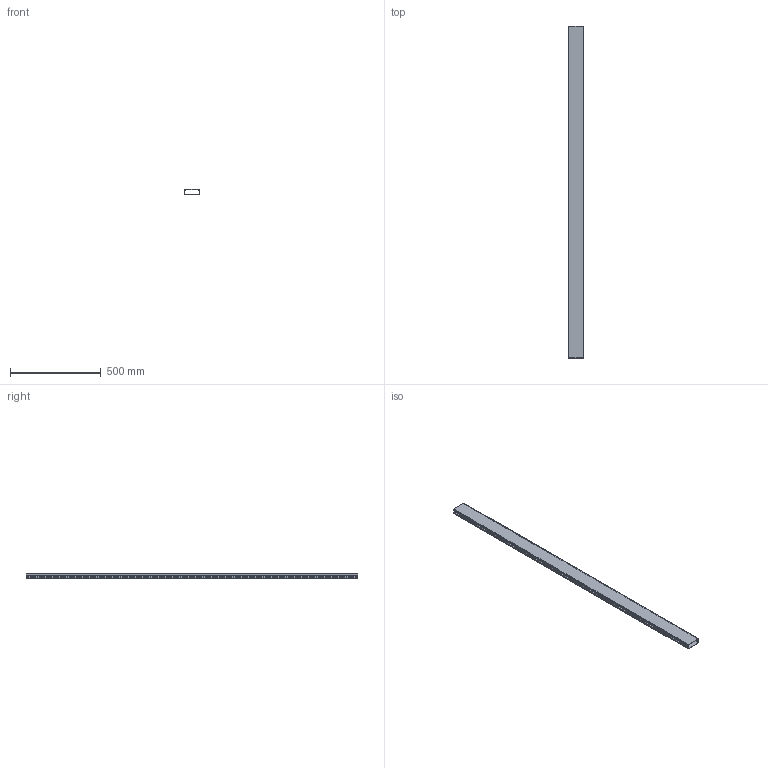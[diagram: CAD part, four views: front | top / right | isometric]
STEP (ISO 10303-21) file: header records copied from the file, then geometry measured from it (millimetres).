
FILE_DESCRIPTION(/* description */ (''),/* implementation_level */ '2;1');
FILE_NAME(/* name */ 'D11010QE_00.stp',/* time_stamp */ '2015-06-30T09:54:53-05:00',/* author */ (''),/* organization */ (''),/* preprocessor_version */ 'ST-DEVELOPER v15',/* originating_system */ 'SIEMENS PLM Software NX 8.5',/* authorisation */ '');
FILE_SCHEMA (('CONFIG_CONTROL_DESIGN'));
Products named in the file (2): D11010QF_00; D11010QE_00
Assembly tree (1 placements, depth 2):
  D11010QE_00
    D11010QF_00
Bounding box: 82.75 x 1828.8 x 28.17 mm (x, y, z)
Volume: 587013.6 mm3; surface area: 827348.2 mm2
Topology: 2 solids, 2 shells, 3038 faces, 9102 edges, 6068 vertices
Faces by surface type: plane 2828, cylinder 210
Entity records: 101203 total; most frequent: CARTESIAN_POINT 18210, ORIENTED_EDGE 18204, DIRECTION 15602, EDGE_CURVE 9102, LINE 8682, VECTOR 8682, VERTEX_POINT 6068, AXIS2_PLACEMENT_3D 3460
